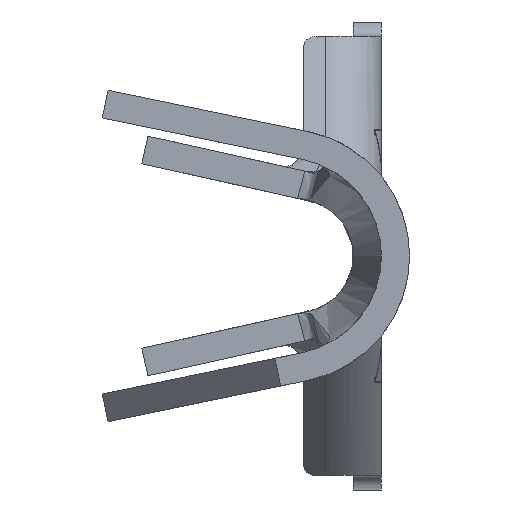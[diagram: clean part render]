
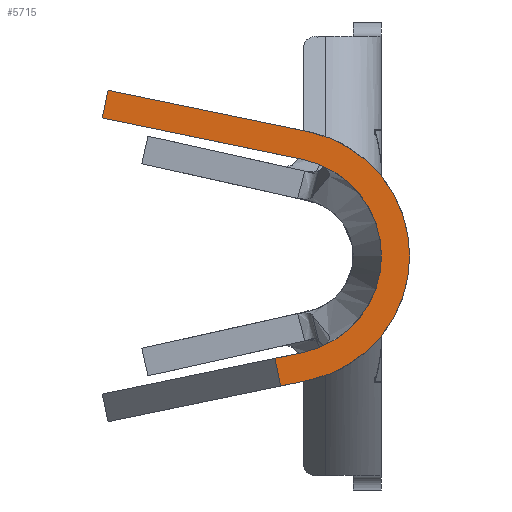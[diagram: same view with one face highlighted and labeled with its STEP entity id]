
A CAD part, left-side view. The second image highlights one B-rep face of the part: STEP entity #5715.
In plain terms, the highlighted planar face has unit normal (-1, 0, 0).
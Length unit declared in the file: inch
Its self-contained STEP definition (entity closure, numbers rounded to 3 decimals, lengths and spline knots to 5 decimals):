
#153 = EDGE_LOOP ( 'NONE', ( #2591, #5851, #1201, #7285, #3450, #7828, #2529, #1032 ) ) ;
#245 = EDGE_CURVE ( 'NONE', #2691, #3722, #5232, .T. ) ;
#285 = CARTESIAN_POINT ( 'NONE',  ( -0.627, 0.05584, 0.06855 ) ) ;
#391 = EDGE_CURVE ( 'NONE', #6915, #4691, #6017, .T. ) ;
#442 = AXIS2_PLACEMENT_3D ( 'NONE', #943, #3501, #6053 ) ;
#457 = DIRECTION ( 'NONE',  ( 0., 0.979, -0.202 ) ) ;
#724 = VECTOR ( 'NONE', #726, 39.37008 ) ;
#726 = DIRECTION ( 'NONE',  ( 0., -0.979, 0.202 ) ) ;
#876 = VERTEX_POINT ( 'NONE', #4490 ) ;
#943 = CARTESIAN_POINT ( 'NONE',  ( -0.627, 0.07, 0. ) ) ;
#1032 = ORIENTED_EDGE ( 'NONE', *, *, #5459, .T. ) ;
#1087 = DIRECTION ( 'NONE',  ( -1., 0., 0. ) ) ;
#1200 = DIRECTION ( 'NONE',  ( 0., 0., 1. ) ) ;
#1201 = ORIENTED_EDGE ( 'NONE', *, *, #1784, .T. ) ;
#1229 = VECTOR ( 'NONE', #7745, 39.37008 ) ;
#1491 = AXIS2_PLACEMENT_3D ( 'NONE', #4386, #6945, #1200 ) ;
#1504 = CIRCLE ( 'NONE', #442, 0.07 ) ;
#1613 = VECTOR ( 'NONE', #457, 39.37008 ) ;
#1720 = FACE_OUTER_BOUND ( 'NONE', #153, .T. ) ;
#1758 = AXIS2_PLACEMENT_3D ( 'NONE', #6827, #1087, #3647 ) ;
#1784 = EDGE_CURVE ( 'NONE', #5599, #4570, #6297, .T. ) ;
#2053 = DIRECTION ( 'NONE',  ( 0., -0.202, -0.979 ) ) ;
#2170 = CARTESIAN_POINT ( 'NONE',  ( -0.627, 0.0518, -0.08814 ) ) ;
#2293 = CARTESIAN_POINT ( 'NONE',  ( -0.627, 0.198, 0.09791 ) ) ;
#2457 = VECTOR ( 'NONE', #2053, 39.37008 ) ;
#2529 = ORIENTED_EDGE ( 'NONE', *, *, #4540, .T. ) ;
#2591 = ORIENTED_EDGE ( 'NONE', *, *, #245, .T. ) ;
#2639 = LINE ( 'NONE', #5192, #1229 ) ;
#2691 = VERTEX_POINT ( 'NONE', #6382 ) ;
#2834 = DIRECTION ( 'NONE',  ( 0., -0.979, -0.202 ) ) ;
#2870 = CARTESIAN_POINT ( 'NONE',  ( -0.627, 0.0518, 0.08814 ) ) ;
#3450 = ORIENTED_EDGE ( 'NONE', *, *, #5415, .T. ) ;
#3501 = DIRECTION ( 'NONE',  ( 1., 0., 0. ) ) ;
#3639 = LINE ( 'NONE', #6196, #1613 ) ;
#3647 = DIRECTION ( 'NONE',  ( 0., 0., 1. ) ) ;
#3722 = VERTEX_POINT ( 'NONE', #4572 ) ;
#3819 = CARTESIAN_POINT ( 'NONE',  ( -0.627, 0.198, 0.09791 ) ) ;
#3908 = LINE ( 'NONE', #6462, #724 ) ;
#4074 = EDGE_CURVE ( 'NONE', #4570, #876, #2639, .T. ) ;
#4269 = PLANE ( 'NONE',  #1758 ) ;
#4386 = CARTESIAN_POINT ( 'NONE',  ( -0.627, 0.07, 0. ) ) ;
#4490 = CARTESIAN_POINT ( 'NONE',  ( -0.627, 0.19395, 0.1175 ) ) ;
#4540 = EDGE_CURVE ( 'NONE', #4691, #5858, #1504, .T. ) ;
#4570 = VERTEX_POINT ( 'NONE', #2870 ) ;
#4572 = CARTESIAN_POINT ( 'NONE',  ( -0.627, 0.07154, -0.09222 ) ) ;
#4691 = VERTEX_POINT ( 'NONE', #7640 ) ;
#4851 = DIRECTION ( 'NONE',  ( 0., 0.202, -0.979 ) ) ;
#5192 = CARTESIAN_POINT ( 'NONE',  ( -0.627, 0.0518, 0.08814 ) ) ;
#5232 = LINE ( 'NONE', #7788, #2457 ) ;
#5415 = EDGE_CURVE ( 'NONE', #876, #6915, #8027, .T. ) ;
#5459 = EDGE_CURVE ( 'NONE', #5858, #2691, #3639, .T. ) ;
#5599 = VERTEX_POINT ( 'NONE', #2170 ) ;
#5715 = ADVANCED_FACE ( 'NONE', ( #1720 ), #4269, .T. ) ;
#5784 = VECTOR ( 'NONE', #2834, 39.37008 ) ;
#5851 = ORIENTED_EDGE ( 'NONE', *, *, #6453, .T. ) ;
#5858 = VERTEX_POINT ( 'NONE', #6441 ) ;
#6017 = LINE ( 'NONE', #285, #5784 ) ;
#6053 = DIRECTION ( 'NONE',  ( 0., 0., 1. ) ) ;
#6196 = CARTESIAN_POINT ( 'NONE',  ( -0.627, 0.05584, -0.06855 ) ) ;
#6297 = CIRCLE ( 'NONE', #1491, 0.09 ) ;
#6382 = CARTESIAN_POINT ( 'NONE',  ( -0.627, 0.07558, -0.07263 ) ) ;
#6441 = CARTESIAN_POINT ( 'NONE',  ( -0.627, 0.05584, -0.06855 ) ) ;
#6453 = EDGE_CURVE ( 'NONE', #3722, #5599, #3908, .T. ) ;
#6462 = CARTESIAN_POINT ( 'NONE',  ( -0.627, 0.0518, -0.08814 ) ) ;
#6696 = VECTOR ( 'NONE', #4851, 39.37008 ) ;
#6827 = CARTESIAN_POINT ( 'NONE',  ( -0.627, 0.07, 0. ) ) ;
#6915 = VERTEX_POINT ( 'NONE', #3819 ) ;
#6945 = DIRECTION ( 'NONE',  ( -1., 0., 0. ) ) ;
#7285 = ORIENTED_EDGE ( 'NONE', *, *, #4074, .T. ) ;
#7640 = CARTESIAN_POINT ( 'NONE',  ( -0.627, 0.05584, 0.06855 ) ) ;
#7745 = DIRECTION ( 'NONE',  ( 0., 0.979, 0.202 ) ) ;
#7788 = CARTESIAN_POINT ( 'NONE',  ( -0.627, 0.07558, -0.07263 ) ) ;
#7828 = ORIENTED_EDGE ( 'NONE', *, *, #391, .T. ) ;
#8027 = LINE ( 'NONE', #2293, #6696 ) ;
